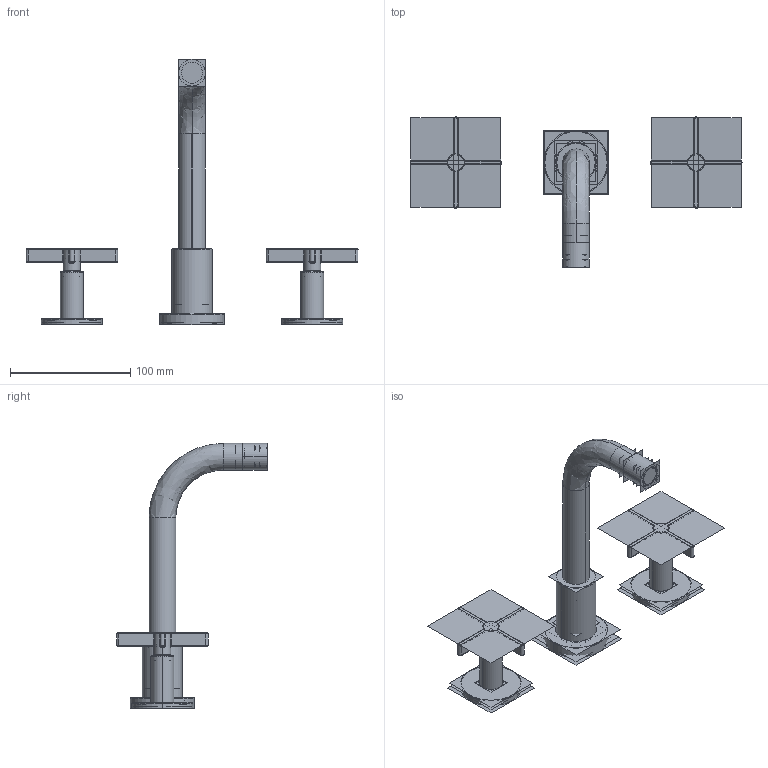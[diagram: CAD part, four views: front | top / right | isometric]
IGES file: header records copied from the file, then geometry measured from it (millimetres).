
Start section:  PTC IGES file: 3-3331_asm.igs
Global section: file name: 3-3331_asm.igs; native system: Creo Parametric by PTC Inc.; preprocessor: 2018400; author: jinson.thomas; organization: Unknown; date: 20200914.160723; units: inch
Bounding box: 276.2 x 125.48 x 220.66 mm (x, y, z)
Volume: 259594.9 mm3; surface area: 1307706.7 mm2
Topology: 12 solids, 12 shells, 1448 faces, 8850 edges, 12347 vertices
Faces by surface type: revolution 898, bspline 550
